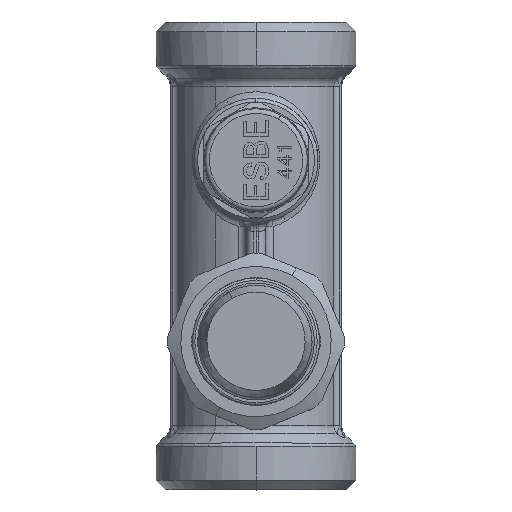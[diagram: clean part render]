
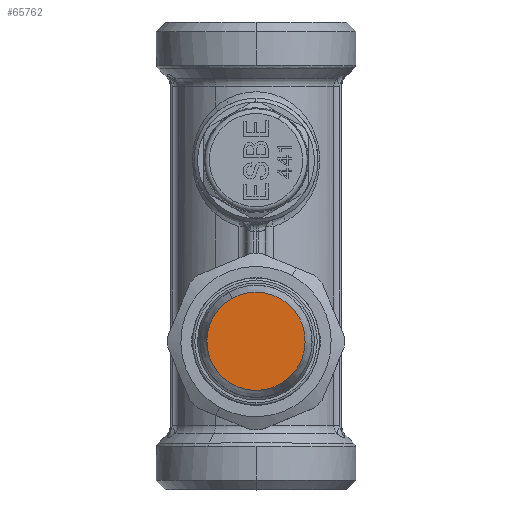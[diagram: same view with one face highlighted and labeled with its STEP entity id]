
A CAD part, top view. The second image highlights one B-rep face of the part: STEP entity #65762.
In plain terms, the highlighted planar face has unit normal (0, 0, 1).
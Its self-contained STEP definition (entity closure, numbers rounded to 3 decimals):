
#65263=CARTESIAN_POINT('Vertex',(4.935,-9.034,76.)) ;
#65270=CARTESIAN_POINT('Vertex',(-4.935,9.034,76.)) ;
#65273=CARTESIAN_POINT('Axis2P3D Location',(0.,0.,76.)) ;
#65579=CARTESIAN_POINT('Axis2P3D Location',(0.,0.,76.)) ;
#65753=CARTESIAN_POINT('Axis2P3D Location',(0.,11.75,76.)) ;
#65274=DIRECTION('Axis2P3D Direction',(0.,0.,1.)) ;
#65580=DIRECTION('Axis2P3D Direction',(0.,0.,1.)) ;
#65754=DIRECTION('Axis2P3D Direction',(0.,0.,1.)) ;
#65755=DIRECTION('Axis2P3D XDirection',(1.,0.,0.)) ;
#65275=AXIS2_PLACEMENT_3D('Circle Axis2P3D',#65273,#65274,$) ;
#65581=AXIS2_PLACEMENT_3D('Circle Axis2P3D',#65579,#65580,$) ;
#65756=AXIS2_PLACEMENT_3D('Plane Axis2P3D',#65753,#65754,#65755) ;
#65276=CIRCLE('generated circle',#65275,10.294) ;
#65582=CIRCLE('generated circle',#65581,10.294) ;
#65757=PLANE('',#65756) ;
#65277=EDGE_CURVE('',#65264,#65271,#65276,.T.) ;
#65583=EDGE_CURVE('',#65271,#65264,#65582,.T.) ;
#65759=ORIENTED_EDGE('',*,*,#65277,.T.) ;
#65760=ORIENTED_EDGE('',*,*,#65583,.T.) ;
#65758=EDGE_LOOP('',(#65759,#65760)) ;
#65264=VERTEX_POINT('',#65263) ;
#65271=VERTEX_POINT('',#65270) ;
#65762=ADVANCED_FACE('PartBody',(#65761),#65757,.T.) ;
#65761=FACE_OUTER_BOUND('',#65758,.T.) ;
